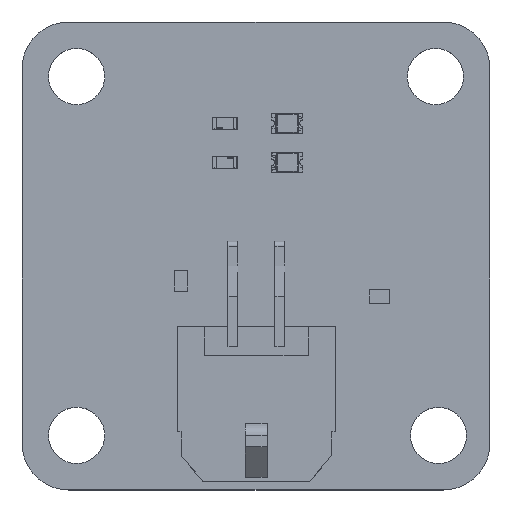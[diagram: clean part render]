
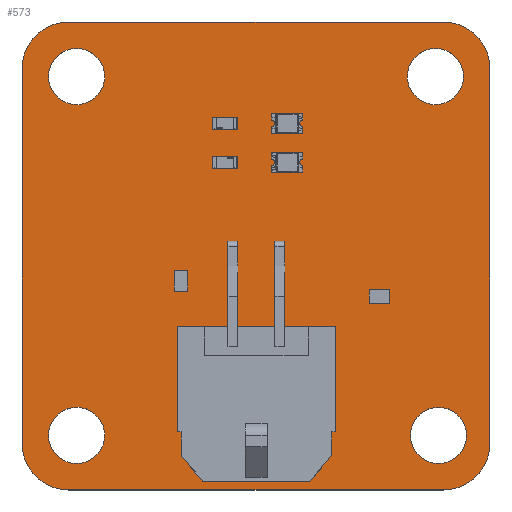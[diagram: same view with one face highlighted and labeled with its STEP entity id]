
A CAD part, top view. The second image highlights one B-rep face of the part: STEP entity #573.
In plain terms, the highlighted planar face has unit normal (0, 0, 1).
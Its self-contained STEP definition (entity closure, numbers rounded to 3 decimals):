
#92 = VERTEX_POINT('',#93);
#93 = CARTESIAN_POINT('',(64.,54.5,1.591));
#99 = EDGE_CURVE('',#92,#100,#102,.T.);
#100 = VERTEX_POINT('',#101);
#101 = CARTESIAN_POINT('',(64.,78.5,1.591));
#102 = LINE('',#103,#104);
#103 = CARTESIAN_POINT('',(64.,54.5,1.591));
#104 = VECTOR('',#105,1.);
#105 = DIRECTION('',(0.,1.,0.));
#130 = EDGE_CURVE('',#100,#131,#133,.T.);
#131 = VERTEX_POINT('',#132);
#132 = CARTESIAN_POINT('',(67.,81.5,1.591));
#133 = CIRCLE('',#134,3.001);
#134 = AXIS2_PLACEMENT_3D('',#135,#136,#137);
#135 = CARTESIAN_POINT('',(67.001,78.499,1.591));
#136 = DIRECTION('',(0.,0.,-1.));
#137 = DIRECTION('',(-1.,0.,0.));
#163 = EDGE_CURVE('',#131,#164,#166,.T.);
#164 = VERTEX_POINT('',#165);
#165 = CARTESIAN_POINT('',(91.,81.5,1.591));
#166 = LINE('',#167,#168);
#167 = CARTESIAN_POINT('',(67.,81.5,1.591));
#168 = VECTOR('',#169,1.);
#169 = DIRECTION('',(1.,0.,0.));
#194 = EDGE_CURVE('',#164,#195,#197,.T.);
#195 = VERTEX_POINT('',#196);
#196 = CARTESIAN_POINT('',(94.,78.5,1.591));
#197 = CIRCLE('',#198,3.001);
#198 = AXIS2_PLACEMENT_3D('',#199,#200,#201);
#199 = CARTESIAN_POINT('',(90.999,78.499,1.591));
#200 = DIRECTION('',(0.,0.,-1.));
#201 = DIRECTION('',(0.,1.,0.));
#227 = EDGE_CURVE('',#195,#228,#230,.T.);
#228 = VERTEX_POINT('',#229);
#229 = CARTESIAN_POINT('',(94.,54.5,1.591));
#230 = LINE('',#231,#232);
#231 = CARTESIAN_POINT('',(94.,78.5,1.591));
#232 = VECTOR('',#233,1.);
#233 = DIRECTION('',(0.,-1.,0.));
#258 = EDGE_CURVE('',#228,#259,#261,.T.);
#259 = VERTEX_POINT('',#260);
#260 = CARTESIAN_POINT('',(91.,51.5,1.591));
#261 = CIRCLE('',#262,3.001);
#262 = AXIS2_PLACEMENT_3D('',#263,#264,#265);
#263 = CARTESIAN_POINT('',(90.999,54.501,1.591));
#264 = DIRECTION('',(0.,0.,-1.));
#265 = DIRECTION('',(1.,0.,0.));
#291 = EDGE_CURVE('',#259,#292,#294,.T.);
#292 = VERTEX_POINT('',#293);
#293 = CARTESIAN_POINT('',(67.,51.5,1.591));
#294 = LINE('',#295,#296);
#295 = CARTESIAN_POINT('',(91.,51.5,1.591));
#296 = VECTOR('',#297,1.);
#297 = DIRECTION('',(-1.,0.,0.));
#322 = EDGE_CURVE('',#292,#92,#323,.T.);
#323 = CIRCLE('',#324,3.001);
#324 = AXIS2_PLACEMENT_3D('',#325,#326,#327);
#325 = CARTESIAN_POINT('',(67.001,54.501,1.591));
#326 = DIRECTION('',(0.,0.,-1.));
#327 = DIRECTION('',(0.,-1.,-0.));
#348 = VERTEX_POINT('',#349);
#349 = CARTESIAN_POINT('',(69.3,55.,1.591));
#355 = EDGE_CURVE('',#348,#348,#356,.T.);
#356 = CIRCLE('',#357,1.8);
#357 = AXIS2_PLACEMENT_3D('',#358,#359,#360);
#358 = CARTESIAN_POINT('',(67.5,55.,1.591));
#359 = DIRECTION('',(0.,0.,1.));
#360 = DIRECTION('',(1.,0.,-0.));
#381 = VERTEX_POINT('',#382);
#382 = CARTESIAN_POINT('',(69.3,78.,1.591));
#388 = EDGE_CURVE('',#381,#381,#389,.T.);
#389 = CIRCLE('',#390,1.8);
#390 = AXIS2_PLACEMENT_3D('',#391,#392,#393);
#391 = CARTESIAN_POINT('',(67.5,78.,1.591));
#392 = DIRECTION('',(0.,0.,1.));
#393 = DIRECTION('',(1.,0.,-0.));
#414 = VERTEX_POINT('',#415);
#415 = CARTESIAN_POINT('',(76.555,56.645,1.591));
#421 = EDGE_CURVE('',#414,#414,#422,.T.);
#422 = CIRCLE('',#423,1.205);
#423 = AXIS2_PLACEMENT_3D('',#424,#425,#426);
#424 = CARTESIAN_POINT('',(75.35,56.645,1.591));
#425 = DIRECTION('',(0.,0.,1.));
#426 = DIRECTION('',(1.,0.,-0.));
#447 = VERTEX_POINT('',#448);
#448 = CARTESIAN_POINT('',(92.5,55.,1.591));
#454 = EDGE_CURVE('',#447,#447,#455,.T.);
#455 = CIRCLE('',#456,1.8);
#456 = AXIS2_PLACEMENT_3D('',#457,#458,#459);
#457 = CARTESIAN_POINT('',(90.7,55.,1.591));
#458 = DIRECTION('',(0.,0.,1.));
#459 = DIRECTION('',(1.,0.,-0.));
#480 = VERTEX_POINT('',#481);
#481 = CARTESIAN_POINT('',(83.855,56.645,1.591));
#487 = EDGE_CURVE('',#480,#480,#488,.T.);
#488 = CIRCLE('',#489,1.205);
#489 = AXIS2_PLACEMENT_3D('',#490,#491,#492);
#490 = CARTESIAN_POINT('',(82.65,56.645,1.591));
#491 = DIRECTION('',(0.,0.,1.));
#492 = DIRECTION('',(1.,0.,-0.));
#513 = VERTEX_POINT('',#514);
#514 = CARTESIAN_POINT('',(92.3,78.,1.591));
#520 = EDGE_CURVE('',#513,#513,#521,.T.);
#521 = CIRCLE('',#522,1.8);
#522 = AXIS2_PLACEMENT_3D('',#523,#524,#525);
#523 = CARTESIAN_POINT('',(90.5,78.,1.591));
#524 = DIRECTION('',(0.,0.,1.));
#525 = DIRECTION('',(1.,0.,-0.));
#573 = ADVANCED_FACE('',(#574,#584,#587,#590,#593,#596,#599),#602,.F.);
#574 = FACE_BOUND('',#575,.F.);
#575 = EDGE_LOOP('',(#576,#577,#578,#579,#580,#581,#582,#583));
#576 = ORIENTED_EDGE('',*,*,#99,.T.);
#577 = ORIENTED_EDGE('',*,*,#130,.T.);
#578 = ORIENTED_EDGE('',*,*,#163,.T.);
#579 = ORIENTED_EDGE('',*,*,#194,.T.);
#580 = ORIENTED_EDGE('',*,*,#227,.T.);
#581 = ORIENTED_EDGE('',*,*,#258,.T.);
#582 = ORIENTED_EDGE('',*,*,#291,.T.);
#583 = ORIENTED_EDGE('',*,*,#322,.T.);
#584 = FACE_BOUND('',#585,.F.);
#585 = EDGE_LOOP('',(#586));
#586 = ORIENTED_EDGE('',*,*,#355,.T.);
#587 = FACE_BOUND('',#588,.F.);
#588 = EDGE_LOOP('',(#589));
#589 = ORIENTED_EDGE('',*,*,#388,.T.);
#590 = FACE_BOUND('',#591,.F.);
#591 = EDGE_LOOP('',(#592));
#592 = ORIENTED_EDGE('',*,*,#421,.T.);
#593 = FACE_BOUND('',#594,.F.);
#594 = EDGE_LOOP('',(#595));
#595 = ORIENTED_EDGE('',*,*,#454,.T.);
#596 = FACE_BOUND('',#597,.F.);
#597 = EDGE_LOOP('',(#598));
#598 = ORIENTED_EDGE('',*,*,#487,.T.);
#599 = FACE_BOUND('',#600,.F.);
#600 = EDGE_LOOP('',(#601));
#601 = ORIENTED_EDGE('',*,*,#520,.T.);
#602 = PLANE('',#603);
#603 = AXIS2_PLACEMENT_3D('',#604,#605,#606);
#604 = CARTESIAN_POINT('',(79.,66.5,1.591));
#605 = DIRECTION('',(-0.,-0.,-1.));
#606 = DIRECTION('',(-1.,0.,0.));
